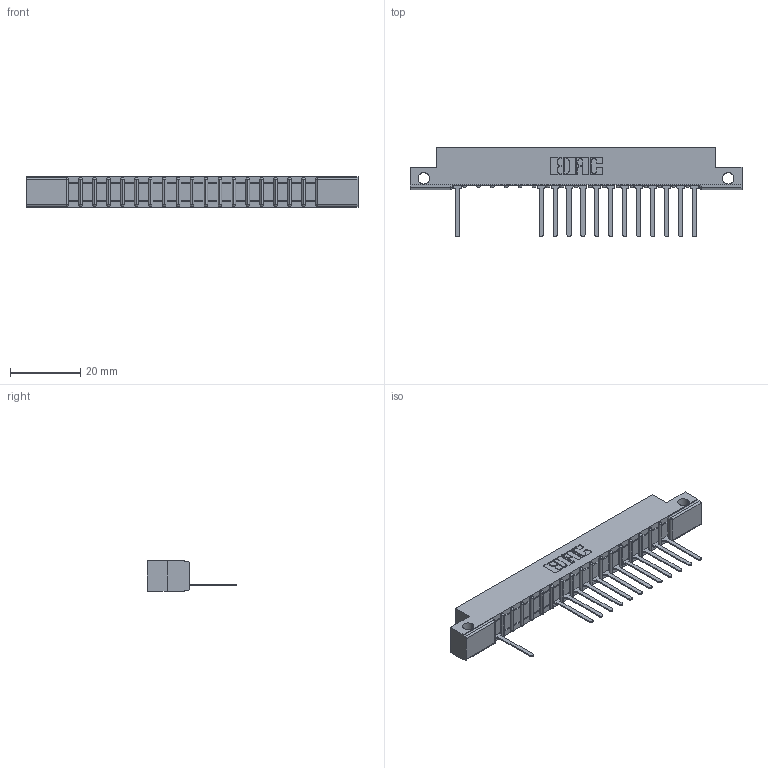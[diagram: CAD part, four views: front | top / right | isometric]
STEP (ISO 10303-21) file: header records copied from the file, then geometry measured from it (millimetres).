
FILE_DESCRIPTION (( 'STEP AP203' ), '1' );
FILE_NAME ('357-018-547-112.STEP', '2018-08-08T04:38:51', ( '' ), ( '' ), 'SwSTEP 2.0', 'SolidWorks 2016', '' );
FILE_SCHEMA (( 'CONFIG_CONTROL_DESIGN' ));
Length unit declared in the file: inch
Products named in the file (3): 307-290-001_547; 357-018-547-112; 307 Part_.128 Dia Side Mounting Holes
Assembly tree (14 placements, depth 2):
  357-018-547-112
    307 Part_.128 Dia Side Mounting Holes
    307-290-001_547  x13
Bounding box: 94.34 x 25.43 x 8.71 mm (x, y, z)
Volume: 5847.6 mm3; surface area: 8503.2 mm2
Topology: 14 solids, 14 shells, 965 faces, 2749 edges, 1762 vertices
Faces by surface type: plane 611, cylinder 316, sphere 38
Entity records: 18200 total; most frequent: CARTESIAN_POINT 3079, ORIENTED_EDGE 3070, DIRECTION 3003, EDGE_CURVE 1535, LINE 1167, VECTOR 1167, VERTEX_POINT 994, AXIS2_PLACEMENT_3D 918
